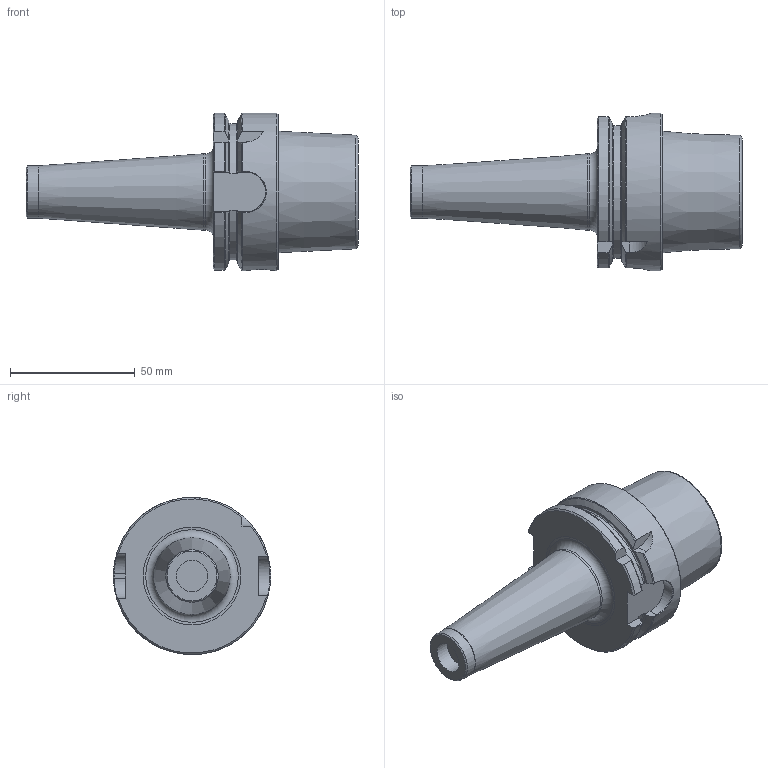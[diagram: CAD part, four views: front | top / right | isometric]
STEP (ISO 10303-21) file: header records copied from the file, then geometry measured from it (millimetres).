
FILE_DESCRIPTION(/* description */ (''),/* implementation_level */ '2;1');
FILE_NAME(/* name */ 'AHSKA63-MM-12-101.stp',/* time_stamp */ '2024-12-16T16:38:22+03:00',/* author */ (''),/* organization */ (''),/* preprocessor_version */ 'ST-DEVELOPER v19.4',/* originating_system */ 'SIEMENS PLM Software NX2306.3001',/* authorisation */ '');
FILE_SCHEMA (('AUTOMOTIVE_DESIGN { 1 0 10303 214 3 1 1 1 }'));
Length unit declared in the file: millimetre
Products named in the file (1): AHSKA63-MM-12-101-light_objects
Bounding box: 133 x 63 x 63 mm (x, y, z)
Volume: 169096.3 mm3; surface area: 22477.5 mm2
Topology: 1 solids, 1 shells, 82 faces, 216 edges, 139 vertices
Faces by surface type: plane 33, cone 18, cylinder 14, torus 14, bspline 3
Full cylindrical faces by diameter (mm): 10 x1, 12.5 x1, 21 x1, 30.6 x1, 63 x1
Entity records: 2878 total; most frequent: CARTESIAN_POINT 1021, ORIENTED_EDGE 384, DIRECTION 340, EDGE_CURVE 192, AXIS2_PLACEMENT_3D 139, VERTEX_POINT 134, EDGE_LOOP 103, ADVANCED_FACE 82
